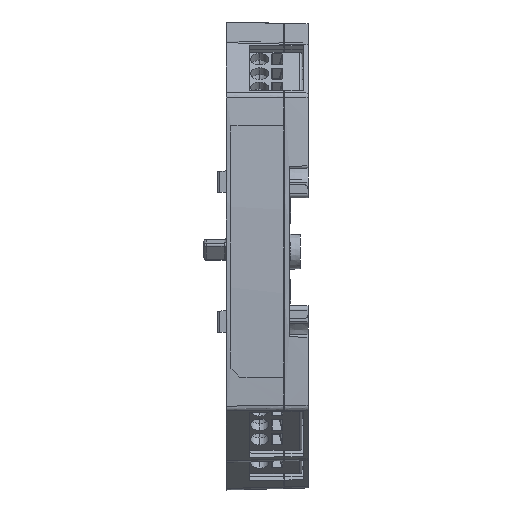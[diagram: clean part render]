
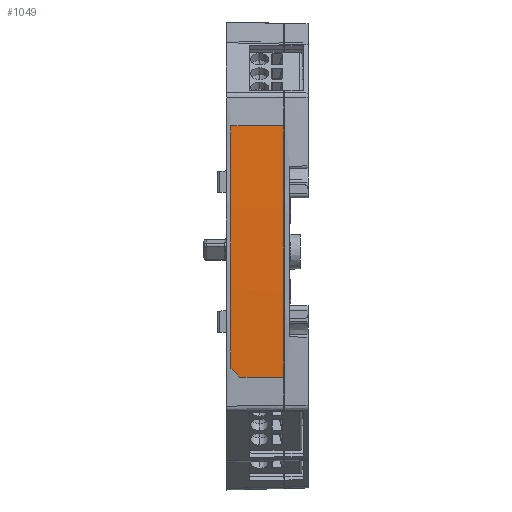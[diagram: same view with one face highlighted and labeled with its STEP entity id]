
A CAD part, top view. The second image highlights one B-rep face of the part: STEP entity #1049.
In plain terms, the highlighted cylindrical face has radius 481.783 mm (diameter 963.567 mm), a partial arc.
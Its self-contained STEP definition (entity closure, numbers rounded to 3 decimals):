
#1049=ADVANCED_FACE('',(#2685),#2686,.T.);
#2685=FACE_OUTER_BOUND('',#4944,.T.);
#2686=CYLINDRICAL_SURFACE('',#4945,481.783);
#4944=EDGE_LOOP('',(#8516,#8517,#8518,#8519,#8520));
#4945=AXIS2_PLACEMENT_3D('',#8521,#8522,#8523);
#8516=ORIENTED_EDGE('',*,*,#14850,.F.);
#8517=ORIENTED_EDGE('',*,*,#14851,.F.);
#8518=ORIENTED_EDGE('',*,*,#14852,.F.);
#8519=ORIENTED_EDGE('',*,*,#14853,.F.);
#8520=ORIENTED_EDGE('',*,*,#14831,.F.);
#8521=CARTESIAN_POINT('',(17.8,53.101,-433.337));
#8522=DIRECTION('',(1.0,0.0,0.0));
#8523=DIRECTION('',(0.0,-1.0,0.0));
#14831=EDGE_CURVE('',#18284,#18286,#18287,.T.);
#14850=EDGE_CURVE('',#18315,#18284,#18316,.T.);
#14851=EDGE_CURVE('',#18317,#18315,#18318,.T.);
#14852=EDGE_CURVE('',#18319,#18317,#18320,.T.);
#14853=EDGE_CURVE('',#18286,#18319,#18321,.T.);
#18284=VERTEX_POINT('',#22948);
#18286=VERTEX_POINT('',#22951);
#18287=CIRCLE('',#22952,481.783);
#18315=VERTEX_POINT('',#23004);
#18316=LINE('',#23005,#23006);
#18317=VERTEX_POINT('',#23007);
#18318=CIRCLE('',#23008,481.783);
#18319=VERTEX_POINT('',#23009);
#18320=ELLIPSE('',#23010,681.345,481.783);
#18321=LINE('',#23011,#23012);
#22948=CARTESIAN_POINT('',(17.8,81.101,47.632));
#22951=CARTESIAN_POINT('',(17.8,25.101,47.632));
#22952=AXIS2_PLACEMENT_3D('',#27976,#27977,#27978);
#23004=CARTESIAN_POINT('',(6.,81.101,47.632));
#23005=CARTESIAN_POINT('',(6.,81.101,47.632));
#23006=VECTOR('',#27994,1.0);
#23007=CARTESIAN_POINT('',(6.,27.101,47.745));
#23008=AXIS2_PLACEMENT_3D('',#27995,#27996,#27997);
#23009=CARTESIAN_POINT('',(8.,25.101,47.632));
#23010=AXIS2_PLACEMENT_3D('',#27998,#27999,#28000);
#23011=CARTESIAN_POINT('',(17.8,25.101,47.632));
#23012=VECTOR('',#28001,1.0);
#27976=CARTESIAN_POINT('',(17.8,53.101,-433.337));
#27977=DIRECTION('',(1.0,0.0,0.0));
#27978=DIRECTION('',(0.0,1.0,0.0));
#27994=DIRECTION('',(1.0,0.0,0.0));
#27995=CARTESIAN_POINT('',(6.,53.101,-433.337));
#27996=DIRECTION('',(-1.0,0.,0.0));
#27997=DIRECTION('',(0.,-1.0,0.0));
#27998=CARTESIAN_POINT('',(-20.,53.101,-433.337));
#27999=DIRECTION('',(-0.707,-0.707,-0.0));
#28000=DIRECTION('',(-0.707,0.707,0.0));
#28001=DIRECTION('',(-1.0,0.0,0.0));
